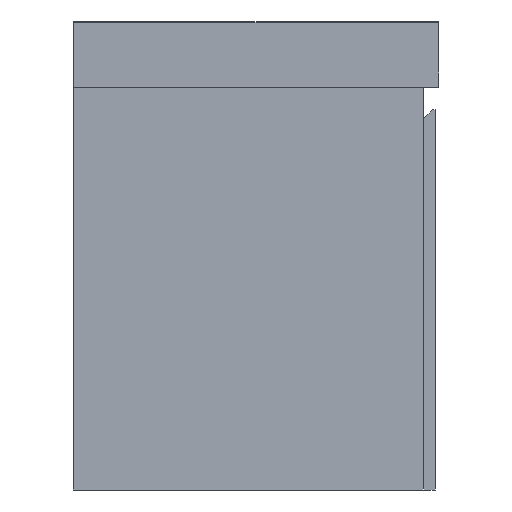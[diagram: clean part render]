
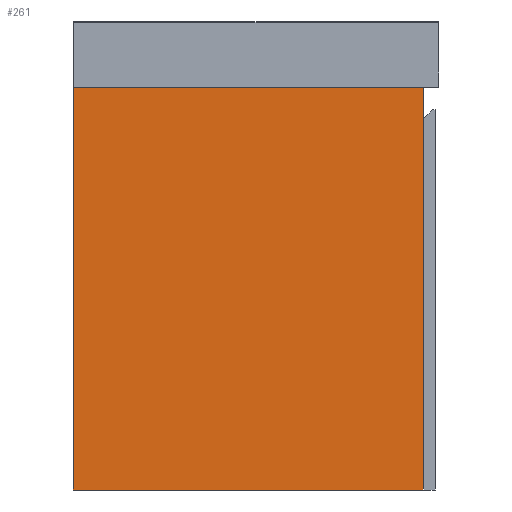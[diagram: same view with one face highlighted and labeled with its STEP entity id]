
A CAD part, left-side view. The second image highlights one B-rep face of the part: STEP entity #261.
In plain terms, the highlighted planar face has unit normal (-1, 0, 0).
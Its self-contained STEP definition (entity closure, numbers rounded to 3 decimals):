
#261=ADVANCED_FACE('',(#347),#1342,.T.);
#347=FACE_OUTER_BOUND('',#433,.T.);
#433=EDGE_LOOP('',(#617,#618,#619,#620));
#617=ORIENTED_EDGE('',*,*,#915,.F.);
#618=ORIENTED_EDGE('',*,*,#902,.T.);
#619=ORIENTED_EDGE('',*,*,#913,.T.);
#620=ORIENTED_EDGE('',*,*,#914,.F.);
#902=EDGE_CURVE('',#1234,#1233,#1080,.T.);
#913=EDGE_CURVE('',#1233,#1241,#1091,.T.);
#914=EDGE_CURVE('',#1242,#1241,#1092,.T.);
#915=EDGE_CURVE('',#1234,#1242,#1093,.T.);
#1080=B_SPLINE_CURVE_WITH_KNOTS('',1,(#2209,#2210),.UNSPECIFIED.,.F.,.F.,
(2,2),(-550.,0.),.UNSPECIFIED.);
#1091=B_SPLINE_CURVE_WITH_KNOTS('',1,(#2231,#2232),.UNSPECIFIED.,.F.,.F.,
(2,2),(-479.,0.),.UNSPECIFIED.);
#1092=B_SPLINE_CURVE_WITH_KNOTS('',1,(#2233,#2234),.UNSPECIFIED.,.F.,.F.,
(2,2),(-550.,0.),.UNSPECIFIED.);
#1093=B_SPLINE_CURVE_WITH_KNOTS('',1,(#2235,#2236),.UNSPECIFIED.,.F.,.F.,
(2,2),(-479.,0.),.UNSPECIFIED.);
#1233=VERTEX_POINT('',#2189);
#1234=VERTEX_POINT('',#2190);
#1241=VERTEX_POINT('',#2197);
#1242=VERTEX_POINT('',#2198);
#1342=PLANE('',#1549);
#1549=AXIS2_PLACEMENT_3D('',#2178,#1650,$);
#1650=DIRECTION('',(-1.,0.,0.));
#2178=CARTESIAN_POINT('',(-594.,-330.,526.9));
#2189=CARTESIAN_POINT('',(-594.,275.,479.));
#2190=CARTESIAN_POINT('',(-594.,-275.,479.));
#2197=CARTESIAN_POINT('',(-594.,275.,0.));
#2198=CARTESIAN_POINT('',(-594.,-275.,0.));
#2209=CARTESIAN_POINT('',(-594.,-275.,479.));
#2210=CARTESIAN_POINT('',(-594.,275.,479.));
#2231=CARTESIAN_POINT('',(-594.,275.,479.));
#2232=CARTESIAN_POINT('',(-594.,275.,0.));
#2233=CARTESIAN_POINT('',(-594.,-275.,0.));
#2234=CARTESIAN_POINT('',(-594.,275.,0.));
#2235=CARTESIAN_POINT('',(-594.,-275.,479.));
#2236=CARTESIAN_POINT('',(-594.,-275.,0.));
